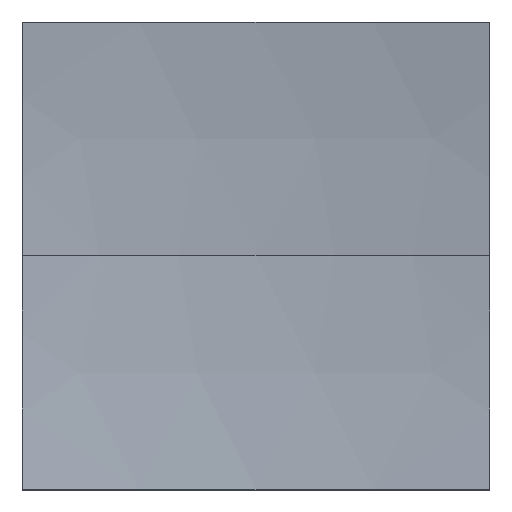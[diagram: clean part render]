
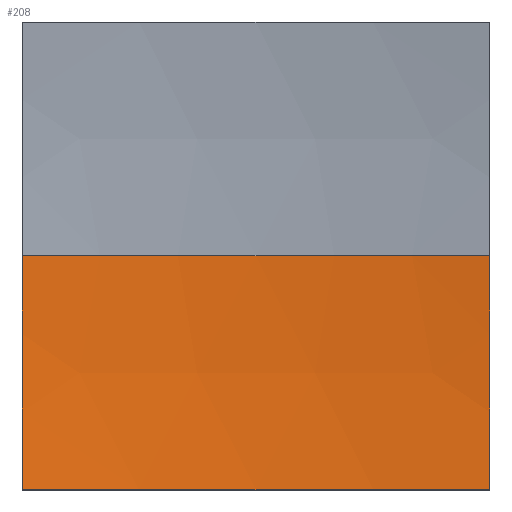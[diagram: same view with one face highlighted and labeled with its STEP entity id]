
A CAD part, top view. The second image highlights one B-rep face of the part: STEP entity #208.
In plain terms, the highlighted spherical face has radius 100 mm.
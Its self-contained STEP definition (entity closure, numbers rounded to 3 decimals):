
#3 = VERTEX_POINT ( 'NONE', #179 ) ;
#14 = DIRECTION ( 'NONE',  ( 0., 1., 0. ) ) ;
#15 = AXIS2_PLACEMENT_3D ( 'NONE', #226, #209, #14 ) ;
#20 = SPHERICAL_SURFACE ( 'NONE', #39, 100. ) ;
#26 = VERTEX_POINT ( 'NONE', #237 ) ;
#30 = AXIS2_PLACEMENT_3D ( 'NONE', #89, #124, #142 ) ;
#37 = CARTESIAN_POINT ( 'NONE',  ( 0., 0., 106. ) ) ;
#39 = AXIS2_PLACEMENT_3D ( 'NONE', #37, #69, #126 ) ;
#46 = CIRCLE ( 'NONE', #30, 100. ) ;
#48 = ORIENTED_EDGE ( 'NONE', *, *, #55, .T. ) ;
#55 = EDGE_CURVE ( 'NONE', #160, #61, #216, .T. ) ;
#61 = VERTEX_POINT ( 'NONE', #68 ) ;
#64 = VERTEX_POINT ( 'NONE', #139 ) ;
#68 = CARTESIAN_POINT ( 'NONE',  ( -12.5, 0., 6.784 ) ) ;
#69 = DIRECTION ( 'NONE',  ( 0., 1., 0. ) ) ;
#77 = CIRCLE ( 'NONE', #213, 99.216 ) ;
#78 = DIRECTION ( 'NONE',  ( 0., 1., 0. ) ) ;
#84 = ORIENTED_EDGE ( 'NONE', *, *, #119, .F. ) ;
#88 = EDGE_CURVE ( 'NONE', #3, #64, #146, .T. ) ;
#89 = CARTESIAN_POINT ( 'NONE',  ( 0., 0., 106. ) ) ;
#93 = ORIENTED_EDGE ( 'NONE', *, *, #88, .T. ) ;
#99 = CARTESIAN_POINT ( 'NONE',  ( 0., 0., 106. ) ) ;
#103 = DIRECTION ( 'NONE',  ( 0., 1., 0. ) ) ;
#117 = AXIS2_PLACEMENT_3D ( 'NONE', #99, #158, #222 ) ;
#119 = EDGE_CURVE ( 'NONE', #160, #64, #46, .T. ) ;
#121 = EDGE_LOOP ( 'NONE', ( #84, #48, #240, #132, #93 ) ) ;
#124 = DIRECTION ( 'NONE',  ( 0., -1., 0. ) ) ;
#126 = DIRECTION ( 'NONE',  ( 1., 0., 0. ) ) ;
#132 = ORIENTED_EDGE ( 'NONE', *, *, #136, .F. ) ;
#136 = EDGE_CURVE ( 'NONE', #3, #26, #77, .T. ) ;
#139 = CARTESIAN_POINT ( 'NONE',  ( 12.5, 0., 6.784 ) ) ;
#142 = DIRECTION ( 'NONE',  ( 0., 0., -1. ) ) ;
#146 = CIRCLE ( 'NONE', #15, 99.216 ) ;
#147 = FACE_OUTER_BOUND ( 'NONE', #121, .T. ) ;
#158 = DIRECTION ( 'NONE',  ( 0., 1., 0. ) ) ;
#160 = VERTEX_POINT ( 'NONE', #170 ) ;
#170 = CARTESIAN_POINT ( 'NONE',  ( 0., 0., 6. ) ) ;
#179 = CARTESIAN_POINT ( 'NONE',  ( 12.5, -12.5, 7.575 ) ) ;
#181 = AXIS2_PLACEMENT_3D ( 'NONE', #232, #192, #78 ) ;
#183 = EDGE_CURVE ( 'NONE', #26, #61, #231, .T. ) ;
#185 = DIRECTION ( 'NONE',  ( 0., 0., 1. ) ) ;
#192 = DIRECTION ( 'NONE',  ( 1., 0., 0. ) ) ;
#206 = CARTESIAN_POINT ( 'NONE',  ( 0., -12.5, 106. ) ) ;
#208 = ADVANCED_FACE ( 'NONE', ( #147 ), #20, .F. ) ;
#209 = DIRECTION ( 'NONE',  ( 1., 0., 0. ) ) ;
#213 = AXIS2_PLACEMENT_3D ( 'NONE', #206, #103, #185 ) ;
#216 = CIRCLE ( 'NONE', #117, 100. ) ;
#222 = DIRECTION ( 'NONE',  ( -1., 0., 0. ) ) ;
#226 = CARTESIAN_POINT ( 'NONE',  ( 12.5, 0., 106. ) ) ;
#231 = CIRCLE ( 'NONE', #181, 99.216 ) ;
#232 = CARTESIAN_POINT ( 'NONE',  ( -12.5, 0., 106. ) ) ;
#237 = CARTESIAN_POINT ( 'NONE',  ( -12.5, -12.5, 7.575 ) ) ;
#240 = ORIENTED_EDGE ( 'NONE', *, *, #183, .F. ) ;
